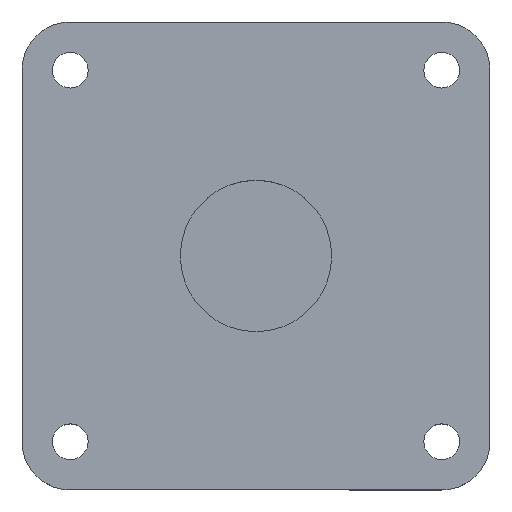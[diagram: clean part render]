
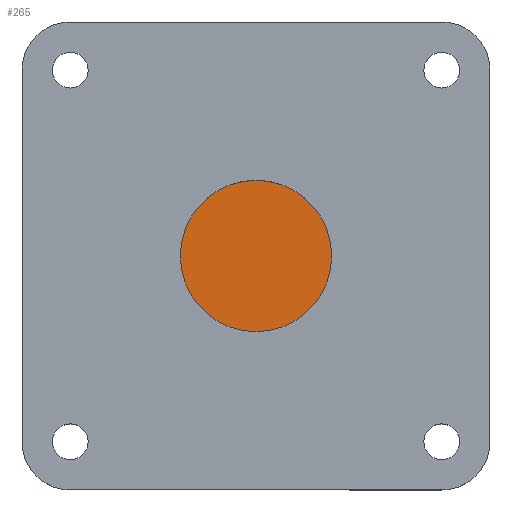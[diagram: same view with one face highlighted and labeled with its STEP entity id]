
A CAD part, top view. The second image highlights one B-rep face of the part: STEP entity #265.
In plain terms, the highlighted planar face has unit normal (0, 0, 1).
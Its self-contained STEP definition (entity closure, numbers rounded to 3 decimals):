
#2 = VERTEX_POINT ( 'NONE', #454 ) ;
#3 = VERTEX_POINT ( 'NONE', #453 ) ;
#163 = EDGE_CURVE ( 'NONE', #2, #3, #991, .T. ) ;
#265 = ADVANCED_FACE ( 'NONE', ( #1066 ), #1065, .T. ) ;
#266 = EDGE_LOOP ( 'NONE', ( #267, #268 ) ) ;
#267 = ORIENTED_EDGE ( 'NONE', *, *, #320, .T. ) ;
#268 = ORIENTED_EDGE ( 'NONE', *, *, #163, .T. ) ;
#320 = EDGE_CURVE ( 'NONE', #3, #2, #1016, .T. ) ;
#453 = CARTESIAN_POINT ( 'NONE',  ( 225., 170., 19. ) ) ;
#454 = CARTESIAN_POINT ( 'NONE',  ( 115., 170., 19. ) ) ;
#987 = DIRECTION ( 'NONE',  ( 1., 0., 0. ) ) ;
#988 = DIRECTION ( 'NONE',  ( 0., 0., 1. ) ) ;
#989 = CARTESIAN_POINT ( 'NONE',  ( 170., 170., 19. ) ) ;
#990 = AXIS2_PLACEMENT_3D ( 'NONE', #989, #988, #987 ) ;
#991 = CIRCLE ( 'NONE', #990, 55. ) ;
#1013 = DIRECTION ( 'NONE',  ( 1., 0., 0. ) ) ;
#1014 = DIRECTION ( 'NONE',  ( 0., 0., 1. ) ) ;
#1015 = AXIS2_PLACEMENT_3D ( 'NONE', #1021, #1014, #1013 ) ;
#1016 = CIRCLE ( 'NONE', #1015, 55. ) ;
#1021 = CARTESIAN_POINT ( 'NONE',  ( 170., 170., 19. ) ) ;
#1061 = DIRECTION ( 'NONE',  ( 1., 0., 0. ) ) ;
#1062 = DIRECTION ( 'NONE',  ( 0., 0., 1. ) ) ;
#1063 = CARTESIAN_POINT ( 'NONE',  ( 170., 170., 19. ) ) ;
#1064 = AXIS2_PLACEMENT_3D ( 'NONE', #1063, #1062, #1061 ) ;
#1065 = PLANE ( 'NONE',  #1064 ) ;
#1066 = FACE_OUTER_BOUND ( 'NONE', #266, .T. ) ;
